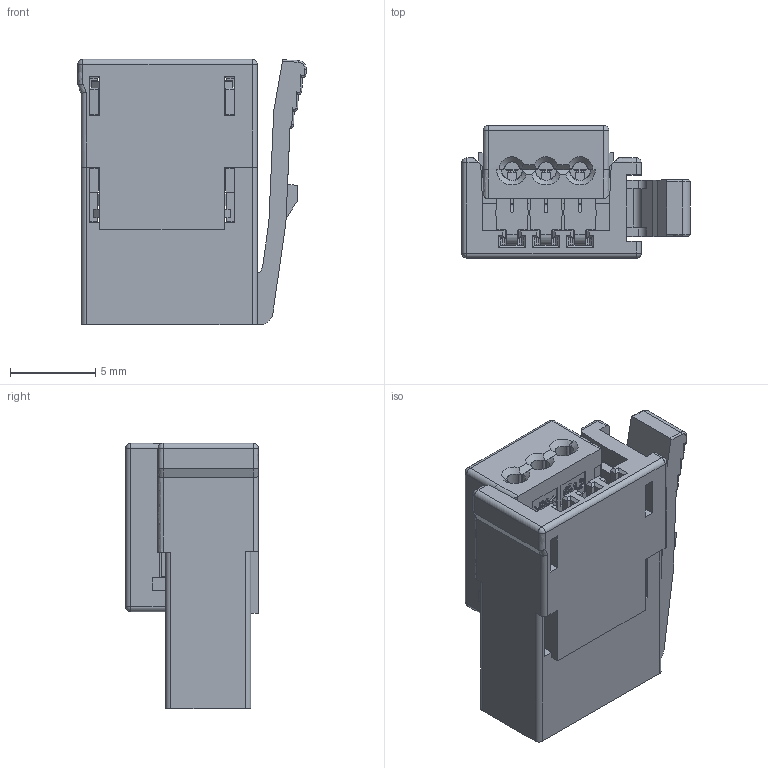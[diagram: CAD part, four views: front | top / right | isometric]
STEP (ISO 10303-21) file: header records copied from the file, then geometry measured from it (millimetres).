
FILE_DESCRIPTION( ('This file contains a STEP AP42 implementation' ,'as created by ZW3D STEP Interface translator.') ,'2;1' );
FILE_NAME( '5371-103XXXXXWX01W.stp' ,'2312 1.102133', (''), ('ZWCAD Software Co.'), 'Version 1.0', 'ZW3D to STEP translator', '' );
FILE_SCHEMA(('AUTOMOTIVE_DESIGN { 1 0 10303 214 1 1 1 1 }'));
Length unit declared in the file: millimetre
Products named in the file (1): 0
Bounding box: 13.43 x 7.8 x 15.6 mm (x, y, z)
Surface area: 1703.2 mm2 (no closed solid volume)
Topology: 0 solids, 1 shells, 1386 faces, 3862 edges, 2494 vertices
Faces by surface type: plane 848, bspline 425, cylinder 90, sphere 20, cone 3
Entity records: 49879 total; most frequent: CARTESIAN_POINT 15297, ORIENTED_EDGE 7735, DIRECTION 5492, EDGE_CURVE 3872, VECTOR 2792, LINE 2792, VERTEX_POINT 2494, EDGE_LOOP 1457
